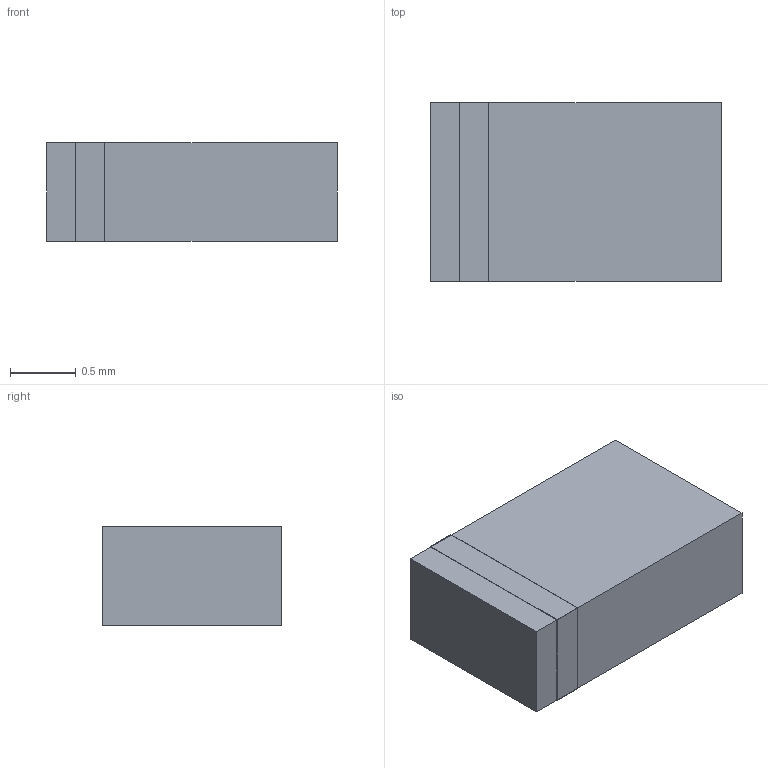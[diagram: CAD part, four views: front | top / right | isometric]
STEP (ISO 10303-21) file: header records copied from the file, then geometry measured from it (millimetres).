
FILE_DESCRIPTION(('STEP AP214'),'1');
FILE_NAME('IND_IHHP-0805ZH-01_VIS','2023-01-25T15:01:21',(''),(''),'','','');
FILE_SCHEMA(('AUTOMOTIVE_DESIGN'));
Length unit declared in the file: millimetre
Products named in the file (1): product
Bounding box: 2.21 x 1.36 x 0.75 mm (x, y, z)
Volume: 2.2 mm3; surface area: 13.2 mm2
Topology: 2 solids, 2 shells, 18 faces, 40 edges, 24 vertices
Faces by surface type: plane 18
Entity records: 511 total; most frequent: ORIENTED_EDGE 80, DIRECTION 78, CARTESIAN_POINT 43, EDGE_CURVE 40, LINE 40, VECTOR 40, VERTEX_POINT 24, AXIS2_PLACEMENT_3D 19
